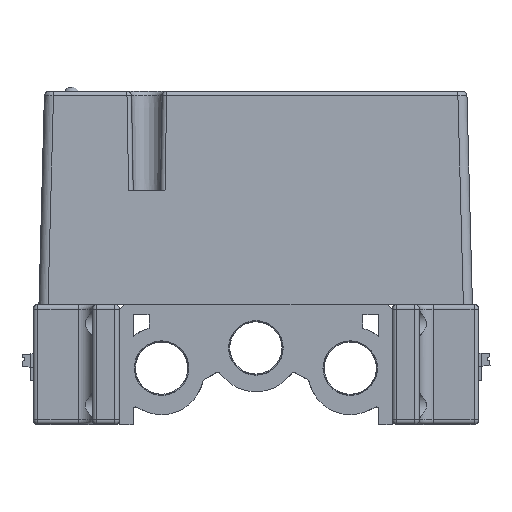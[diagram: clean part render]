
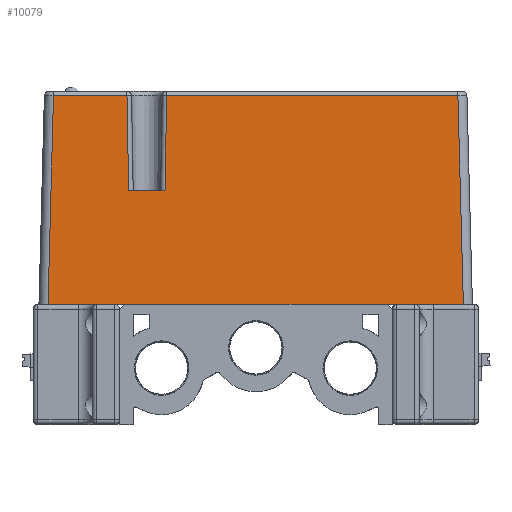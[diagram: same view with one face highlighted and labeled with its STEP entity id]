
A CAD part, front view. The second image highlights one B-rep face of the part: STEP entity #10079.
In plain terms, the highlighted planar face has unit normal (0, -1, 0.026).
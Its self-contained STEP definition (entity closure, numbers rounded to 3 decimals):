
#2911=FACE_OUTER_BOUND('',#45157,.T.);
#10079=ADVANCED_FACE('',(#2911),#15365,.T.);
#15365=PLANE('',#112594);
#18656=LINE('',#150756,#30581);
#21110=LINE('',#158284,#33035);
#21442=LINE('',#159181,#33367);
#21443=LINE('',#159184,#33368);
#21444=LINE('',#159186,#33369);
#21445=LINE('',#159188,#33370);
#21446=LINE('',#159190,#33371);
#21447=LINE('',#159192,#33372);
#21448=LINE('',#159194,#33373);
#21449=LINE('',#159195,#33374);
#30581=VECTOR('',#119585,1.);
#33035=VECTOR('',#125265,1.);
#33367=VECTOR('',#125911,1.);
#33368=VECTOR('',#125912,1.);
#33369=VECTOR('',#125913,1.);
#33370=VECTOR('',#125914,1.);
#33371=VECTOR('',#125915,1.);
#33372=VECTOR('',#125916,1.);
#33373=VECTOR('',#125917,1.);
#33374=VECTOR('',#125918,1.);
#45157=EDGE_LOOP('',(#57444,#57445,#57446,#57447,#57448,#57449,#57450,#57451,
#57452,#57453));
#57444=ORIENTED_EDGE('',*,*,#96209,.T.);
#57445=ORIENTED_EDGE('',*,*,#96210,.T.);
#57446=ORIENTED_EDGE('',*,*,#96211,.F.);
#57447=ORIENTED_EDGE('',*,*,#96212,.T.);
#57448=ORIENTED_EDGE('',*,*,#96213,.T.);
#57449=ORIENTED_EDGE('',*,*,#96214,.T.);
#57450=ORIENTED_EDGE('',*,*,#96215,.T.);
#57451=ORIENTED_EDGE('',*,*,#95767,.T.);
#57452=ORIENTED_EDGE('',*,*,#92676,.T.);
#57453=ORIENTED_EDGE('',*,*,#96216,.T.);
#82068=VERTEX_POINT('',#150755);
#82069=VERTEX_POINT('',#150757);
#84098=VERTEX_POINT('',#158285);
#84506=VERTEX_POINT('',#159182);
#84507=VERTEX_POINT('',#159183);
#84508=VERTEX_POINT('',#159185);
#84509=VERTEX_POINT('',#159187);
#84510=VERTEX_POINT('',#159189);
#84511=VERTEX_POINT('',#159191);
#84512=VERTEX_POINT('',#159193);
#92676=EDGE_CURVE('',#82069,#82068,#18656,.T.);
#95767=EDGE_CURVE('',#84098,#82069,#21110,.T.);
#96209=EDGE_CURVE('',#84506,#84507,#21442,.T.);
#96210=EDGE_CURVE('',#84507,#84508,#21443,.T.);
#96211=EDGE_CURVE('',#84509,#84508,#21444,.T.);
#96212=EDGE_CURVE('',#84509,#84510,#21445,.T.);
#96213=EDGE_CURVE('',#84510,#84511,#21446,.T.);
#96214=EDGE_CURVE('',#84511,#84512,#21447,.T.);
#96215=EDGE_CURVE('',#84512,#84098,#21448,.T.);
#96216=EDGE_CURVE('',#82068,#84506,#21449,.T.);
#112594=AXIS2_PLACEMENT_3D('',#159196,#125919,#125920);
#119585=DIRECTION('',(1.,0.,0.));
#125265=DIRECTION('',(1.,0.,0.));
#125911=DIRECTION('',(-1.,0.,0.));
#125912=DIRECTION('',(-0.017,-0.026,-1.));
#125913=DIRECTION('',(1.,0.,0.));
#125914=DIRECTION('',(-0.017,0.026,1.));
#125915=DIRECTION('',(-1.,0.,0.));
#125916=DIRECTION('',(-0.026,-0.026,-0.999));
#125917=DIRECTION('',(1.,0.,0.));
#125918=DIRECTION('',(-0.026,0.026,0.999));
#125919=DIRECTION('',(0.,-1.,0.026));
#125920=DIRECTION('',(0.,-0.026,-1.));
#150755=CARTESIAN_POINT('',(895.686,-1316.826,-0.1));
#150756=CARTESIAN_POINT('',(880.05,-1316.826,-0.1));
#150757=CARTESIAN_POINT('',(881.05,-1316.826,-0.1));
#158284=CARTESIAN_POINT('',(880.05,-1316.826,-0.1));
#158285=CARTESIAN_POINT('',(819.05,-1316.826,-0.1));
#159181=CARTESIAN_POINT('',(829.05,-1315.624,45.826));
#159182=CARTESIAN_POINT('',(894.484,-1315.624,45.826));
#159183=CARTESIAN_POINT('',(830.415,-1315.624,45.826));
#159184=CARTESIAN_POINT('',(830.049,-1316.172,24.883));
#159185=CARTESIAN_POINT('',(830.05,-1316.172,24.9));
#159186=CARTESIAN_POINT('',(826.05,-1316.172,24.9));
#159187=CARTESIAN_POINT('',(822.05,-1316.172,24.9));
#159188=CARTESIAN_POINT('',(821.685,-1315.624,45.809));
#159189=CARTESIAN_POINT('',(821.685,-1315.624,45.826));
#159190=CARTESIAN_POINT('',(805.542,-1315.624,45.826));
#159191=CARTESIAN_POINT('',(805.516,-1315.624,45.826));
#159192=CARTESIAN_POINT('',(804.345,-1316.795,1.095));
#159193=CARTESIAN_POINT('',(804.314,-1316.826,-0.1));
#159194=CARTESIAN_POINT('',(880.05,-1316.826,-0.1));
#159195=CARTESIAN_POINT('',(895.655,-1316.795,1.095));
#159196=CARTESIAN_POINT('',(850.,-1316.826,-0.1));
